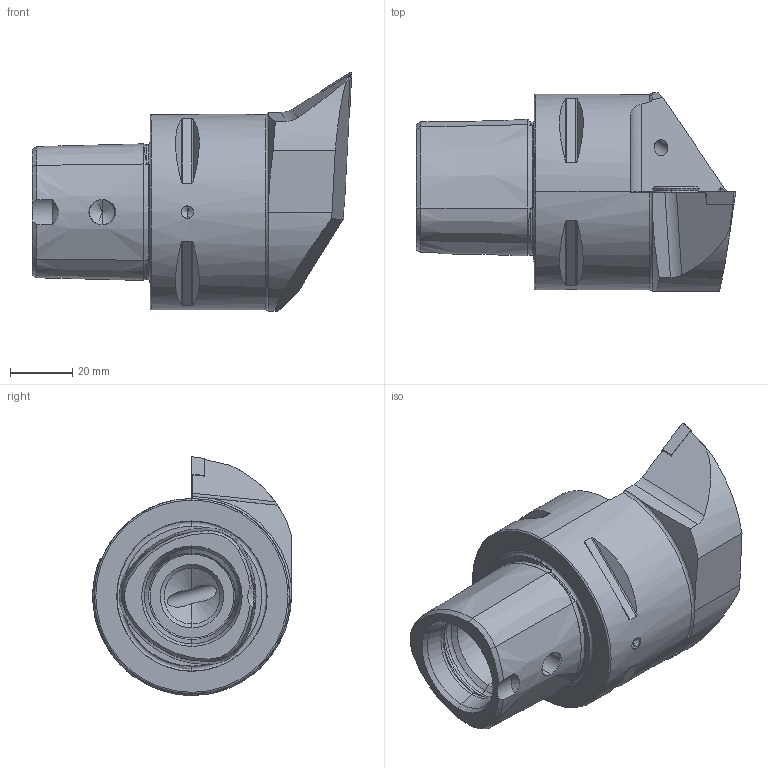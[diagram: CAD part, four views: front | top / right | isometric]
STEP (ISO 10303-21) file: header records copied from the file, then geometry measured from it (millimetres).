
FILE_DESCRIPTION (( 'STEP AP214' ), '1' );
FILE_NAME ('PS6.KDB.LUA.065-HP.STEP', '2020-09-11T11:40:53', ( '' ), ( '' ), 'SwSTEP 2.0', 'SolidWorks 2017', '' );
FILE_SCHEMA (( 'AUTOMOTIVE_DESIGN' ));
Length unit declared in the file: millimetre
Products named in the file (10): DCMT11T304; CHP-ER1.015.006_A; CHP-ER1.008.014_A; PS6.KDB.LUA.065-HP; PS6-KDB.LUA.065-HP_A; ISO 8752 2x8; WCB-ER2.001.009_A; CHP-ER1.015.006; DIN 7991 - M5x15; DIN 3771 - 13x1
Assembly tree (9 placements, depth 3):
  PS6.KDB.LUA.065-HP
    PS6-KDB.LUA.065-HP_A
    DCMT11T304
    WCB-ER2.001.009_A
    CHP-ER1.008.014_A
    CHP-ER1.015.006
      CHP-ER1.015.006_A
      DIN 3771 - 13x1
      DIN 7991 - M5x15
    ISO 8752 2x8
Bounding box: 103 x 63.96 x 77 mm (x, y, z)
Volume: 187205.2 mm3; surface area: 32191.6 mm2
Topology: 8 solids, 8 shells, 383 faces, 921 edges, 544 vertices
Faces by surface type: cone 121, cylinder 101, plane 91, torus 51, bspline 17, sphere 2
Entity records: 12772 total; most frequent: CARTESIAN_POINT 3722, ORIENTED_EDGE 1798, DIRECTION 1794, EDGE_CURVE 899, AXIS2_PLACEMENT_3D 731, VERTEX_POINT 544, EDGE_LOOP 409, FACE_OUTER_BOUND 383
